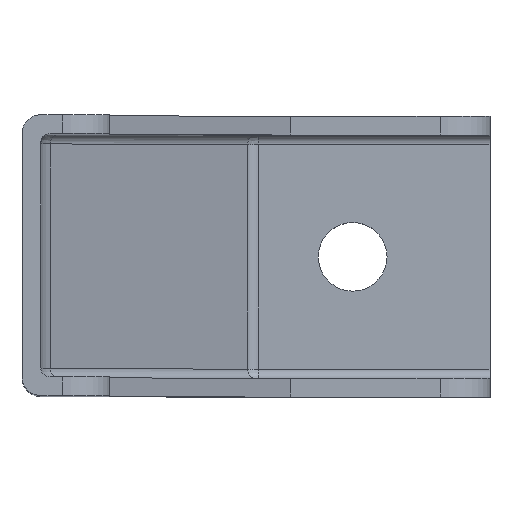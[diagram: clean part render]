
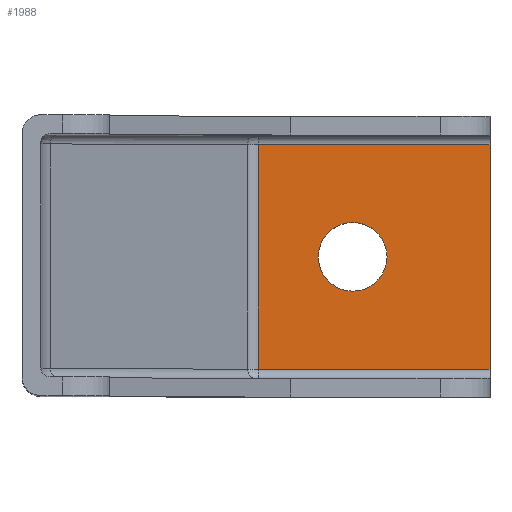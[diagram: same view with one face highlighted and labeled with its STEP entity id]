
A CAD part, top view. The second image highlights one B-rep face of the part: STEP entity #1988.
In plain terms, the highlighted planar face has unit normal (0, 0, 1).
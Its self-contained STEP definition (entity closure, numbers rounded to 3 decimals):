
#1658=CARTESIAN_POINT('',(22.,18.,3.));
#1659=VERTEX_POINT('',#1658);
#1667=CARTESIAN_POINT('',(22.,-18.,3.));
#1668=VERTEX_POINT('',#1667);
#1669=CARTESIAN_POINT('',(22.,18.,3.));
#1670=DIRECTION('',(0.0,-1.0,0.0));
#1671=VECTOR('',#1670,36.);
#1672=LINE('',#1669,#1671);
#1673=EDGE_CURVE('',#1659,#1668,#1672,.T.);
#1700=CARTESIAN_POINT('',(-15.128,-18.,3.));
#1701=VERTEX_POINT('',#1700);
#1702=CARTESIAN_POINT('',(22.,-18.,3.));
#1703=DIRECTION('',(-1.0,0.0,0.0));
#1704=VECTOR('',#1703,37.128);
#1705=LINE('',#1702,#1704);
#1706=EDGE_CURVE('',#1668,#1701,#1705,.T.);
#1733=CARTESIAN_POINT('',(-15.128,18.,3.));
#1734=VERTEX_POINT('',#1733);
#1742=CARTESIAN_POINT('',(22.,18.,3.));
#1743=DIRECTION('',(-1.0,0.0,0.0));
#1744=VECTOR('',#1743,37.128);
#1745=LINE('',#1742,#1744);
#1746=EDGE_CURVE('',#1659,#1734,#1745,.T.);
#1941=CARTESIAN_POINT('',(-15.128,18.,3.));
#1942=DIRECTION('',(0.0,-1.0,0.0));
#1943=VECTOR('',#1942,36.);
#1944=LINE('',#1941,#1943);
#1945=EDGE_CURVE('',#1734,#1701,#1944,.T.);
#1957=CARTESIAN_POINT('',(-15.128,22.5,3.));
#1958=DIRECTION('',(0.0,0.0,-1.0));
#1959=DIRECTION('',(1.0,0.0,0.0));
#1960=AXIS2_PLACEMENT_3D('',#1957,#1958,#1959);
#1961=PLANE('',#1960);
#1962=ORIENTED_EDGE('',*,*,#1945,.T.);
#1963=ORIENTED_EDGE('',*,*,#1706,.F.);
#1964=ORIENTED_EDGE('',*,*,#1673,.F.);
#1965=ORIENTED_EDGE('',*,*,#1746,.T.);
#1966=EDGE_LOOP('',(#1962,#1963,#1964,#1965));
#1967=FACE_OUTER_BOUND('',#1966,.T.);
#1968=CARTESIAN_POINT('',(-5.5,0.,3.));
#1969=VERTEX_POINT('',#1968);
#1970=CARTESIAN_POINT('',(5.5,0.,3.));
#1971=VERTEX_POINT('',#1970);
#1972=CARTESIAN_POINT('',(0.0,0.,3.));
#1973=DIRECTION('',(0.0,0.,1.0));
#1974=DIRECTION('',(1.0,0.0,0.0));
#1975=AXIS2_PLACEMENT_3D('',#1972,#1973,#1974);
#1976=CIRCLE('',#1975,5.5);
#1977=EDGE_CURVE('',#1969,#1971,#1976,.T.);
#1978=ORIENTED_EDGE('',*,*,#1977,.F.);
#1979=CARTESIAN_POINT('',(0.0,0.,3.));
#1980=DIRECTION('',(0.0,0.,1.0));
#1981=DIRECTION('',(1.0,0.0,0.0));
#1982=AXIS2_PLACEMENT_3D('',#1979,#1980,#1981);
#1983=CIRCLE('',#1982,5.5);
#1984=EDGE_CURVE('',#1971,#1969,#1983,.T.);
#1985=ORIENTED_EDGE('',*,*,#1984,.F.);
#1986=EDGE_LOOP('',(#1978,#1985));
#1987=FACE_BOUND('',#1986,.T.);
#1988=ADVANCED_FACE('',(#1967,#1987),#1961,.F.);
